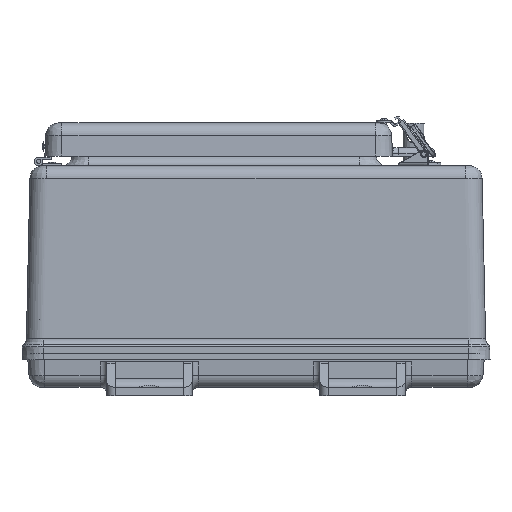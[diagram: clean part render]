
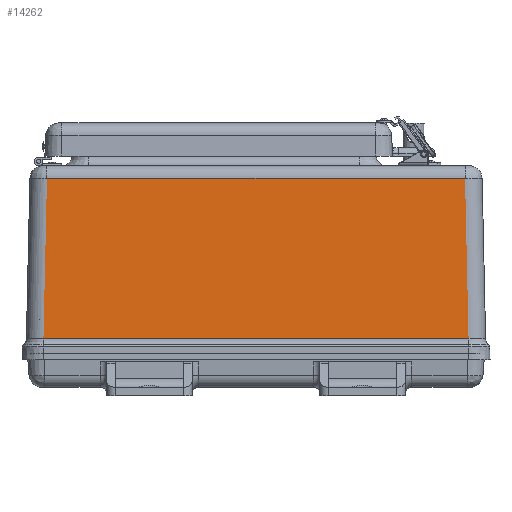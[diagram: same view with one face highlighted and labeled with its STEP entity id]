
A CAD part, front view. The second image highlights one B-rep face of the part: STEP entity #14262.
In plain terms, the highlighted planar face has unit normal (0, -1, 0.022).
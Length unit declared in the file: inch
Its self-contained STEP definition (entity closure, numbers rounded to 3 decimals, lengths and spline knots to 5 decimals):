
#395=PLANE($,#15250);
#825=LINE($,#21843,#1935);
#846=LINE($,#22426,#1956);
#847=LINE($,#22428,#1957);
#876=LINE($,#23099,#1986);
#877=LINE($,#23100,#1987);
#942=LINE($,#24513,#2052);
#944=LINE($,#24590,#2054);
#945=LINE($,#24591,#2055);
#1935=VECTOR($,#16941,12.46096);
#1956=VECTOR($,#16992,0.01088);
#1957=VECTOR($,#16993,0.00009);
#1986=VECTOR($,#17042,0.00009);
#1987=VECTOR($,#17043,0.01088);
#2052=VECTOR($,#17342,12.25623);
#2054=VECTOR($,#17352,4.69791);
#2055=VECTOR($,#17353,4.69791);
#3614=FACE_OUTER_BOUND($,#4520,.T.);
#4520=EDGE_LOOP($,(#10331,#10332,#10333,#10334,#10335,#10336,#10337,#10338));
#6363=VERTEX_POINT($,#21819);
#6367=VERTEX_POINT($,#21841);
#6393=VERTEX_POINT($,#22425);
#6394=VERTEX_POINT($,#22427);
#6423=VERTEX_POINT($,#23090);
#6424=VERTEX_POINT($,#23098);
#6498=VERTEX_POINT($,#24434);
#6500=VERTEX_POINT($,#24511);
#7749=EDGE_CURVE($,#6367,#6363,#825,.T.);
#7788=EDGE_CURVE($,#6363,#6393,#846,.T.);
#7789=EDGE_CURVE($,#6394,#6393,#847,.T.);
#7837=EDGE_CURVE($,#6424,#6423,#876,.T.);
#7838=EDGE_CURVE($,#6367,#6424,#877,.T.);
#7978=EDGE_CURVE($,#6498,#6500,#942,.T.);
#7982=EDGE_CURVE($,#6500,#6423,#944,.T.);
#7983=EDGE_CURVE($,#6394,#6498,#945,.T.);
#10331=ORIENTED_EDGE($,*,*,#7749,.F.);
#10332=ORIENTED_EDGE($,*,*,#7838,.T.);
#10333=ORIENTED_EDGE($,*,*,#7837,.T.);
#10334=ORIENTED_EDGE($,*,*,#7982,.F.);
#10335=ORIENTED_EDGE($,*,*,#7978,.F.);
#10336=ORIENTED_EDGE($,*,*,#7983,.F.);
#10337=ORIENTED_EDGE($,*,*,#7789,.T.);
#10338=ORIENTED_EDGE($,*,*,#7788,.F.);
#14262=ADVANCED_FACE($,(#3614),#395,.T.);
#15250=AXIS2_PLACEMENT_3D($,#24589,#17350,#17351);
#16941=DIRECTION($,(-1.,0.,0.));
#16992=DIRECTION($,(0.,0.022,1.));
#16993=DIRECTION($,(1.,0.,0.));
#17042=DIRECTION($,(1.,0.,0.));
#17043=DIRECTION($,(0.,0.022,1.));
#17342=DIRECTION($,(1.,0.,0.));
#17350=DIRECTION('center_axis',(0.,-1.,0.022));
#17351=DIRECTION('ref_axis',(0.,-0.022,-1.));
#17352=DIRECTION($,(0.022,-0.022,-1.));
#17353=DIRECTION($,(0.022,0.022,1.));
#21819=CARTESIAN_POINT('',(-6.23048,-12.29174,-0.01088));
#21841=CARTESIAN_POINT('',(6.23048,-12.29174,-0.01088));
#21843=CARTESIAN_POINT($,(6.23048,-12.29174,-0.01088));
#22425=CARTESIAN_POINT('',(-6.23048,-12.2915,0.));
#22426=CARTESIAN_POINT($,(-6.23048,-12.29174,-0.01088));
#22427=CARTESIAN_POINT('',(-6.23057,-12.2915,0.));
#22428=CARTESIAN_POINT($,(-6.23057,-12.2915,0.));
#23090=CARTESIAN_POINT('',(6.23057,-12.2915,0.));
#23098=CARTESIAN_POINT('',(6.23048,-12.2915,0.));
#23099=CARTESIAN_POINT($,(6.23048,-12.2915,0.));
#23100=CARTESIAN_POINT($,(6.23048,-12.29174,-0.01088));
#24434=CARTESIAN_POINT('',(-6.12812,-12.18905,4.69568));
#24511=CARTESIAN_POINT('',(6.12812,-12.18905,4.69568));
#24513=CARTESIAN_POINT($,(-6.12812,-12.18905,4.69568));
#24589=CARTESIAN_POINT('Origin',(-6.73045,-12.2915,0.));
#24590=CARTESIAN_POINT($,(6.12812,-12.18905,4.69568));
#24591=CARTESIAN_POINT($,(-6.23057,-12.2915,0.));
